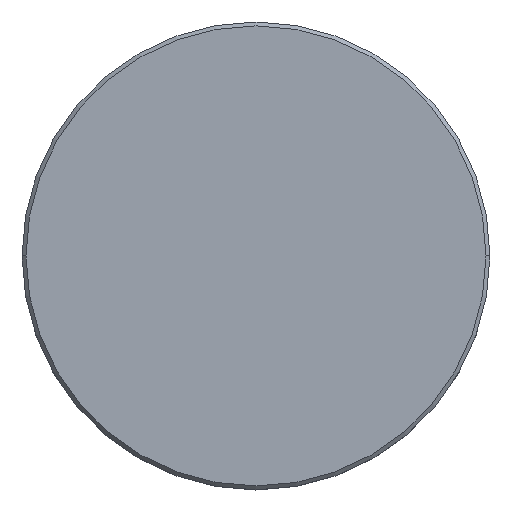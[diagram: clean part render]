
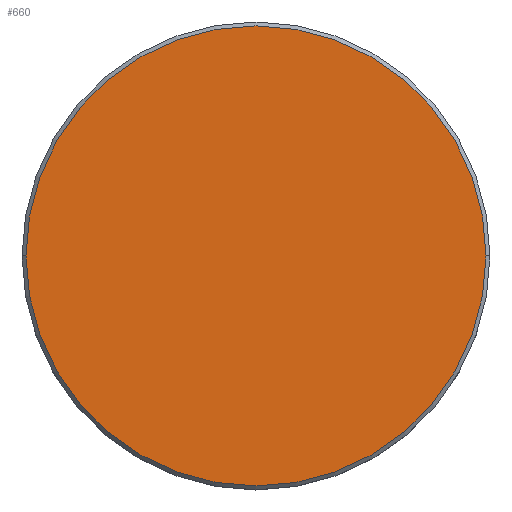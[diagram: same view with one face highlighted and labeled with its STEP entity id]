
A CAD part, top view. The second image highlights one B-rep face of the part: STEP entity #660.
In plain terms, the highlighted planar face has unit normal (0, 0, 1).
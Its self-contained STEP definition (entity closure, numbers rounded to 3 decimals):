
#32 = ORIENTED_EDGE ( 'NONE', *, *, #199, .T. ) ;
#41 = CARTESIAN_POINT ( 'NONE',  ( -29.5, 0., 0. ) ) ;
#53 = CIRCLE ( 'NONE', #827, 29.5 ) ;
#76 = AXIS2_PLACEMENT_3D ( 'NONE', #915, #738, #209 ) ;
#101 = EDGE_CURVE ( 'NONE', #618, #600, #53, .T. ) ;
#199 = EDGE_CURVE ( 'NONE', #600, #618, #923, .T. ) ;
#209 = DIRECTION ( 'NONE',  ( 1., 0., 0. ) ) ;
#223 = FACE_OUTER_BOUND ( 'NONE', #685, .T. ) ;
#416 = CARTESIAN_POINT ( 'NONE',  ( 29.5, 0., 0. ) ) ;
#474 = ORIENTED_EDGE ( 'NONE', *, *, #101, .T. ) ;
#476 = DIRECTION ( 'NONE',  ( 0., 0., 1. ) ) ;
#578 = DIRECTION ( 'NONE',  ( 1., 0., 0. ) ) ;
#600 = VERTEX_POINT ( 'NONE', #41 ) ;
#618 = VERTEX_POINT ( 'NONE', #416 ) ;
#660 = ADVANCED_FACE ( 'NONE', ( #223 ), #688, .T. ) ;
#685 = EDGE_LOOP ( 'NONE', ( #32, #474 ) ) ;
#688 = PLANE ( 'NONE',  #746 ) ;
#706 = CARTESIAN_POINT ( 'NONE',  ( 0., 0., 0. ) ) ;
#738 = DIRECTION ( 'NONE',  ( 0., 0., 1. ) ) ;
#746 = AXIS2_PLACEMENT_3D ( 'NONE', #928, #936, #759 ) ;
#759 = DIRECTION ( 'NONE',  ( 1., 0., 0. ) ) ;
#827 = AXIS2_PLACEMENT_3D ( 'NONE', #706, #476, #578 ) ;
#915 = CARTESIAN_POINT ( 'NONE',  ( 0., 0., 0. ) ) ;
#923 = CIRCLE ( 'NONE', #76, 29.5 ) ;
#928 = CARTESIAN_POINT ( 'NONE',  ( 0., 0., 0. ) ) ;
#936 = DIRECTION ( 'NONE',  ( 0., 0., 1. ) ) ;
